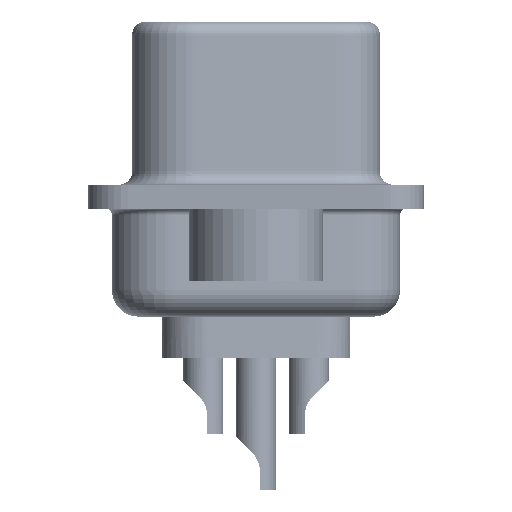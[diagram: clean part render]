
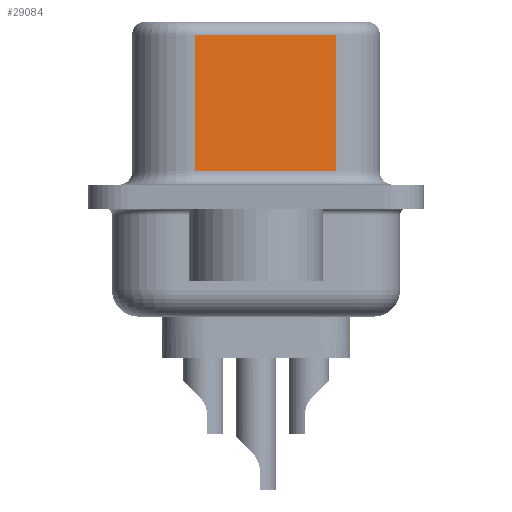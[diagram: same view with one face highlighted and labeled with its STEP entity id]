
A CAD part, left-side view. The second image highlights one B-rep face of the part: STEP entity #29084.
In plain terms, the highlighted planar face has unit normal (-0.985, -0.174, 0).
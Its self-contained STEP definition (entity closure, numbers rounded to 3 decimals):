
#1203 = VERTEX_POINT ( 'NONE', #29161 ) ;
#6857 = CARTESIAN_POINT ( 'NONE',  ( 3.62, 2.293, 0.95 ) ) ;
#6974 = CARTESIAN_POINT ( 'NONE',  ( 4.551, -2.987, 0.95 ) ) ;
#7698 = LINE ( 'NONE', #13113, #13082 ) ;
#7902 = ORIENTED_EDGE ( 'NONE', *, *, #33482, .T. ) ;
#8999 = VECTOR ( 'NONE', #28786, 1000. ) ;
#10236 = DIRECTION ( 'NONE',  ( 0., 0., -1. ) ) ;
#11302 = EDGE_CURVE ( 'NONE', #26303, #20683, #7698, .T. ) ;
#11516 = DIRECTION ( 'NONE',  ( -0.174, 0.985, 0. ) ) ;
#11675 = AXIS2_PLACEMENT_3D ( 'NONE', #23018, #33274, #11516 ) ;
#12510 = VERTEX_POINT ( 'NONE', #15052 ) ;
#13082 = VECTOR ( 'NONE', #10236, 1000. ) ;
#13113 = CARTESIAN_POINT ( 'NONE',  ( 3.62, 2.293, 6.57 ) ) ;
#15052 = CARTESIAN_POINT ( 'NONE',  ( 4.551, -2.987, 6.07 ) ) ;
#16548 = CARTESIAN_POINT ( 'NONE',  ( 4.551, -2.987, 6.57 ) ) ;
#16560 = CARTESIAN_POINT ( 'NONE',  ( 3.62, 2.293, 6.07 ) ) ;
#17454 = PLANE ( 'NONE',  #11675 ) ;
#17641 = VECTOR ( 'NONE', #24808, 1000. ) ;
#17979 = VECTOR ( 'NONE', #29580, 1000. ) ;
#19792 = FACE_OUTER_BOUND ( 'NONE', #25261, .T. ) ;
#20136 = ORIENTED_EDGE ( 'NONE', *, *, #11302, .T. ) ;
#20683 = VERTEX_POINT ( 'NONE', #6857 ) ;
#21295 = CARTESIAN_POINT ( 'NONE',  ( 4.551, -2.987, 6.07 ) ) ;
#21914 = LINE ( 'NONE', #16548, #17641 ) ;
#22634 = EDGE_CURVE ( 'NONE', #12510, #26303, #34947, .T. ) ;
#23018 = CARTESIAN_POINT ( 'NONE',  ( 4.551, -2.987, 6.57 ) ) ;
#24808 = DIRECTION ( 'NONE',  ( 0., 0., -1. ) ) ;
#25261 = EDGE_LOOP ( 'NONE', ( #35452, #32529, #20136, #7902 ) ) ;
#26303 = VERTEX_POINT ( 'NONE', #16560 ) ;
#28786 = DIRECTION ( 'NONE',  ( 0.174, -0.985, 0. ) ) ;
#29084 = ADVANCED_FACE ( 'NONE', ( #19792 ), #17454, .F. ) ;
#29161 = CARTESIAN_POINT ( 'NONE',  ( 4.551, -2.987, 0.95 ) ) ;
#29580 = DIRECTION ( 'NONE',  ( -0.174, 0.985, 0. ) ) ;
#30950 = LINE ( 'NONE', #6974, #8999 ) ;
#32143 = EDGE_CURVE ( 'NONE', #12510, #1203, #21914, .T. ) ;
#32529 = ORIENTED_EDGE ( 'NONE', *, *, #22634, .T. ) ;
#33274 = DIRECTION ( 'NONE',  ( 0.985, 0.174, 0. ) ) ;
#33482 = EDGE_CURVE ( 'NONE', #20683, #1203, #30950, .T. ) ;
#34947 = LINE ( 'NONE', #21295, #17979 ) ;
#35452 = ORIENTED_EDGE ( 'NONE', *, *, #32143, .F. ) ;
